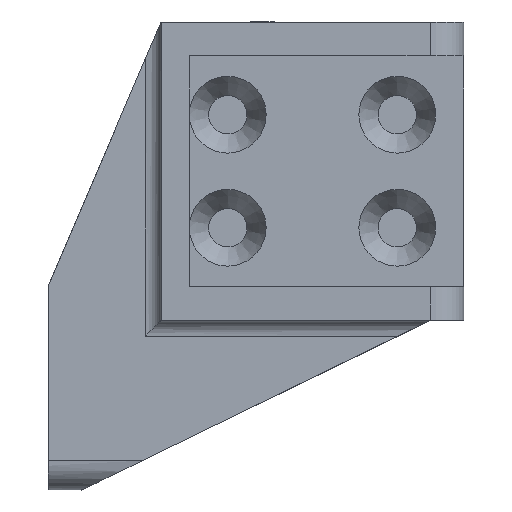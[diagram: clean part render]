
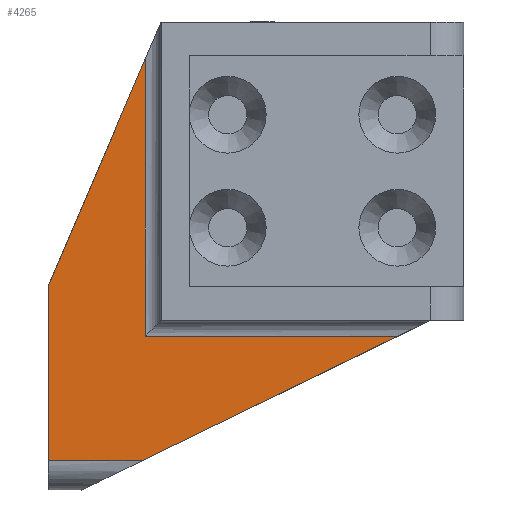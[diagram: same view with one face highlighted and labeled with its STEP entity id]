
A CAD part, front view. The second image highlights one B-rep face of the part: STEP entity #4265.
In plain terms, the highlighted planar face has unit normal (0, -1, 0).
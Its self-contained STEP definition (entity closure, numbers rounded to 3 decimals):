
#408 = PLANE('',#409);
#409 = AXIS2_PLACEMENT_3D('',#410,#411,#412);
#410 = CARTESIAN_POINT('',(-183.4,-56.,216.8));
#411 = DIRECTION('',(0.92,0.,-0.393)
  );
#412 = DIRECTION('',(0.393,0.,0.92));
#1790 = PLANE('',#1791);
#1791 = AXIS2_PLACEMENT_3D('',#1792,#1793,#1794);
#1792 = CARTESIAN_POINT('',(-183.4,-30.,216.8));
#1793 = DIRECTION('',(1.,0.,0.));
#1794 = DIRECTION('',(0.,1.,0.));
#2067 = EDGE_CURVE('',#2068,#2070,#2072,.T.);
#2068 = VERTEX_POINT('',#2069);
#2069 = CARTESIAN_POINT('',(-183.4,-56.,216.8));
#2070 = VERTEX_POINT('',#2071);
#2071 = CARTESIAN_POINT('',(-174.79,-56.,236.947));
#2072 = SURFACE_CURVE('',#2073,(#2077,#2084),.PCURVE_S1.);
#2073 = LINE('',#2074,#2075);
#2074 = CARTESIAN_POINT('',(-183.4,-56.,216.8));
#2075 = VECTOR('',#2076,1.);
#2076 = DIRECTION('',(0.393,0.,0.92)
  );
#2077 = PCURVE('',#408,#2078);
#2078 = DEFINITIONAL_REPRESENTATION('',(#2079),#2083);
#2079 = LINE('',#2080,#2081);
#2080 = CARTESIAN_POINT('',(0.,0.));
#2081 = VECTOR('',#2082,1.);
#2082 = DIRECTION('',(1.,0.));
#2083 = ( GEOMETRIC_REPRESENTATION_CONTEXT(2) 
PARAMETRIC_REPRESENTATION_CONTEXT() REPRESENTATION_CONTEXT('2D SPACE',''
  ) );
#2084 = PCURVE('',#2085,#2090);
#2085 = PLANE('',#2086);
#2086 = AXIS2_PLACEMENT_3D('',#2087,#2088,#2089);
#2087 = CARTESIAN_POINT('',(-171.58,-56.,216.188));
#2088 = DIRECTION('',(0.,1.,0.));
#2089 = DIRECTION('',(1.,0.,0.));
#2090 = DEFINITIONAL_REPRESENTATION('',(#2091),#2095);
#2091 = LINE('',#2092,#2093);
#2092 = CARTESIAN_POINT('',(-11.82,-0.612));
#2093 = VECTOR('',#2094,1.);
#2094 = DIRECTION('',(0.393,-0.92));
#2095 = ( GEOMETRIC_REPRESENTATION_CONTEXT(2) 
PARAMETRIC_REPRESENTATION_CONTEXT() REPRESENTATION_CONTEXT('2D SPACE',''
  ) );
#2158 = CYLINDRICAL_SURFACE('',#2159,1.39);
#2159 = AXIS2_PLACEMENT_3D('',#2160,#2161,#2162);
#2160 = CARTESIAN_POINT('',(-174.79,-57.39,240.2));
#2161 = DIRECTION('',(0.,0.,-1.));
#2162 = DIRECTION('',(0.,1.,0.));
#3727 = PLANE('',#3728);
#3728 = AXIS2_PLACEMENT_3D('',#3729,#3730,#3731);
#3729 = CARTESIAN_POINT('',(-149.6,-56.,213.8));
#3730 = DIRECTION('',(-0.438,0.,
    0.899));
#3731 = DIRECTION('',(-0.899,0.,
    -0.438));
#3776 = CYLINDRICAL_SURFACE('',#3777,1.39);
#3777 = AXIS2_PLACEMENT_3D('',#3778,#3779,#3780);
#3778 = CARTESIAN_POINT('',(-173.4,-57.39,212.41));
#3779 = DIRECTION('',(1.,0.,0.));
#3780 = DIRECTION('',(0.,1.,0.));
#4016 = EDGE_CURVE('',#4017,#2068,#4019,.T.);
#4017 = VERTEX_POINT('',#4018);
#4018 = CARTESIAN_POINT('',(-183.4,-56.,201.4));
#4019 = SURFACE_CURVE('',#4020,(#4024,#4031),.PCURVE_S1.);
#4020 = LINE('',#4021,#4022);
#4021 = CARTESIAN_POINT('',(-183.4,-56.,215.8));
#4022 = VECTOR('',#4023,1.);
#4023 = DIRECTION('',(0.,0.,1.));
#4024 = PCURVE('',#1790,#4025);
#4025 = DEFINITIONAL_REPRESENTATION('',(#4026),#4030);
#4026 = LINE('',#4027,#4028);
#4027 = CARTESIAN_POINT('',(-26.,-1.));
#4028 = VECTOR('',#4029,1.);
#4029 = DIRECTION('',(0.,1.));
#4030 = ( GEOMETRIC_REPRESENTATION_CONTEXT(2) 
PARAMETRIC_REPRESENTATION_CONTEXT() REPRESENTATION_CONTEXT('2D SPACE',''
  ) );
#4031 = PCURVE('',#2085,#4032);
#4032 = DEFINITIONAL_REPRESENTATION('',(#4033),#4037);
#4033 = LINE('',#4034,#4035);
#4034 = CARTESIAN_POINT('',(-11.82,0.388));
#4035 = VECTOR('',#4036,1.);
#4036 = DIRECTION('',(0.,-1.));
#4037 = ( GEOMETRIC_REPRESENTATION_CONTEXT(2) 
PARAMETRIC_REPRESENTATION_CONTEXT() REPRESENTATION_CONTEXT('2D SPACE',''
  ) );
#4056 = CYLINDRICAL_SURFACE('',#4057,2.6);
#4057 = AXIS2_PLACEMENT_3D('',#4058,#4059,#4060);
#4058 = CARTESIAN_POINT('',(-180.4,-53.4,201.4));
#4059 = DIRECTION('',(-1.,0.,0.));
#4060 = DIRECTION('',(0.,-1.,0.));
#4265 = ADVANCED_FACE('',(#4266),#2085,.F.);
#4266 = FACE_BOUND('',#4267,.F.);
#4267 = EDGE_LOOP('',(#4268,#4269,#4292,#4315,#4338,#4359));
#4268 = ORIENTED_EDGE('',*,*,#2067,.T.);
#4269 = ORIENTED_EDGE('',*,*,#4270,.T.);
#4270 = EDGE_CURVE('',#2070,#4271,#4273,.T.);
#4271 = VERTEX_POINT('',#4272);
#4272 = CARTESIAN_POINT('',(-174.79,-56.,212.41));
#4273 = SURFACE_CURVE('',#4274,(#4278,#4285),.PCURVE_S1.);
#4274 = LINE('',#4275,#4276);
#4275 = CARTESIAN_POINT('',(-174.79,-56.,240.2));
#4276 = VECTOR('',#4277,1.);
#4277 = DIRECTION('',(0.,0.,-1.));
#4278 = PCURVE('',#2085,#4279);
#4279 = DEFINITIONAL_REPRESENTATION('',(#4280),#4284);
#4280 = LINE('',#4281,#4282);
#4281 = CARTESIAN_POINT('',(-3.21,-24.012));
#4282 = VECTOR('',#4283,1.);
#4283 = DIRECTION('',(0.,1.));
#4284 = ( GEOMETRIC_REPRESENTATION_CONTEXT(2) 
PARAMETRIC_REPRESENTATION_CONTEXT() REPRESENTATION_CONTEXT('2D SPACE',''
  ) );
#4285 = PCURVE('',#2158,#4286);
#4286 = DEFINITIONAL_REPRESENTATION('',(#4287),#4291);
#4287 = LINE('',#4288,#4289);
#4288 = CARTESIAN_POINT('',(0.,0.));
#4289 = VECTOR('',#4290,1.);
#4290 = DIRECTION('',(0.,1.));
#4291 = ( GEOMETRIC_REPRESENTATION_CONTEXT(2) 
PARAMETRIC_REPRESENTATION_CONTEXT() REPRESENTATION_CONTEXT('2D SPACE',''
  ) );
#4292 = ORIENTED_EDGE('',*,*,#4293,.T.);
#4293 = EDGE_CURVE('',#4271,#4294,#4296,.T.);
#4294 = VERTEX_POINT('',#4295);
#4295 = CARTESIAN_POINT('',(-152.454,-56.,212.41));
#4296 = SURFACE_CURVE('',#4297,(#4301,#4308),.PCURVE_S1.);
#4297 = LINE('',#4298,#4299);
#4298 = CARTESIAN_POINT('',(-173.4,-56.,212.41));
#4299 = VECTOR('',#4300,1.);
#4300 = DIRECTION('',(1.,0.,0.));
#4301 = PCURVE('',#2085,#4302);
#4302 = DEFINITIONAL_REPRESENTATION('',(#4303),#4307);
#4303 = LINE('',#4304,#4305);
#4304 = CARTESIAN_POINT('',(-1.82,3.778));
#4305 = VECTOR('',#4306,1.);
#4306 = DIRECTION('',(1.,0.));
#4307 = ( GEOMETRIC_REPRESENTATION_CONTEXT(2) 
PARAMETRIC_REPRESENTATION_CONTEXT() REPRESENTATION_CONTEXT('2D SPACE',''
  ) );
#4308 = PCURVE('',#3776,#4309);
#4309 = DEFINITIONAL_REPRESENTATION('',(#4310),#4314);
#4310 = LINE('',#4311,#4312);
#4311 = CARTESIAN_POINT('',(0.,0.));
#4312 = VECTOR('',#4313,1.);
#4313 = DIRECTION('',(0.,1.));
#4314 = ( GEOMETRIC_REPRESENTATION_CONTEXT(2) 
PARAMETRIC_REPRESENTATION_CONTEXT() REPRESENTATION_CONTEXT('2D SPACE',''
  ) );
#4315 = ORIENTED_EDGE('',*,*,#4316,.T.);
#4316 = EDGE_CURVE('',#4294,#4317,#4319,.T.);
#4317 = VERTEX_POINT('',#4318);
#4318 = CARTESIAN_POINT('',(-175.061,-56.,201.4));
#4319 = SURFACE_CURVE('',#4320,(#4324,#4331),.PCURVE_S1.);
#4320 = LINE('',#4321,#4322);
#4321 = CARTESIAN_POINT('',(-149.6,-56.,213.8));
#4322 = VECTOR('',#4323,1.);
#4323 = DIRECTION('',(-0.899,0.,
    -0.438));
#4324 = PCURVE('',#2085,#4325);
#4325 = DEFINITIONAL_REPRESENTATION('',(#4326),#4330);
#4326 = LINE('',#4327,#4328);
#4327 = CARTESIAN_POINT('',(21.98,2.388));
#4328 = VECTOR('',#4329,1.);
#4329 = DIRECTION('',(-0.899,0.438));
#4330 = ( GEOMETRIC_REPRESENTATION_CONTEXT(2) 
PARAMETRIC_REPRESENTATION_CONTEXT() REPRESENTATION_CONTEXT('2D SPACE',''
  ) );
#4331 = PCURVE('',#3727,#4332);
#4332 = DEFINITIONAL_REPRESENTATION('',(#4333),#4337);
#4333 = LINE('',#4334,#4335);
#4334 = CARTESIAN_POINT('',(0.,0.));
#4335 = VECTOR('',#4336,1.);
#4336 = DIRECTION('',(1.,0.));
#4337 = ( GEOMETRIC_REPRESENTATION_CONTEXT(2) 
PARAMETRIC_REPRESENTATION_CONTEXT() REPRESENTATION_CONTEXT('2D SPACE',''
  ) );
#4338 = ORIENTED_EDGE('',*,*,#4339,.T.);
#4339 = EDGE_CURVE('',#4317,#4017,#4340,.T.);
#4340 = SURFACE_CURVE('',#4341,(#4345,#4352),.PCURVE_S1.);
#4341 = LINE('',#4342,#4343);
#4342 = CARTESIAN_POINT('',(-180.4,-56.,201.4));
#4343 = VECTOR('',#4344,1.);
#4344 = DIRECTION('',(-1.,0.,0.));
#4345 = PCURVE('',#2085,#4346);
#4346 = DEFINITIONAL_REPRESENTATION('',(#4347),#4351);
#4347 = LINE('',#4348,#4349);
#4348 = CARTESIAN_POINT('',(-8.82,14.788));
#4349 = VECTOR('',#4350,1.);
#4350 = DIRECTION('',(-1.,0.));
#4351 = ( GEOMETRIC_REPRESENTATION_CONTEXT(2) 
PARAMETRIC_REPRESENTATION_CONTEXT() REPRESENTATION_CONTEXT('2D SPACE',''
  ) );
#4352 = PCURVE('',#4056,#4353);
#4353 = DEFINITIONAL_REPRESENTATION('',(#4354),#4358);
#4354 = LINE('',#4355,#4356);
#4355 = CARTESIAN_POINT('',(0.,0.));
#4356 = VECTOR('',#4357,1.);
#4357 = DIRECTION('',(0.,1.));
#4358 = ( GEOMETRIC_REPRESENTATION_CONTEXT(2) 
PARAMETRIC_REPRESENTATION_CONTEXT() REPRESENTATION_CONTEXT('2D SPACE',''
  ) );
#4359 = ORIENTED_EDGE('',*,*,#4016,.T.);
